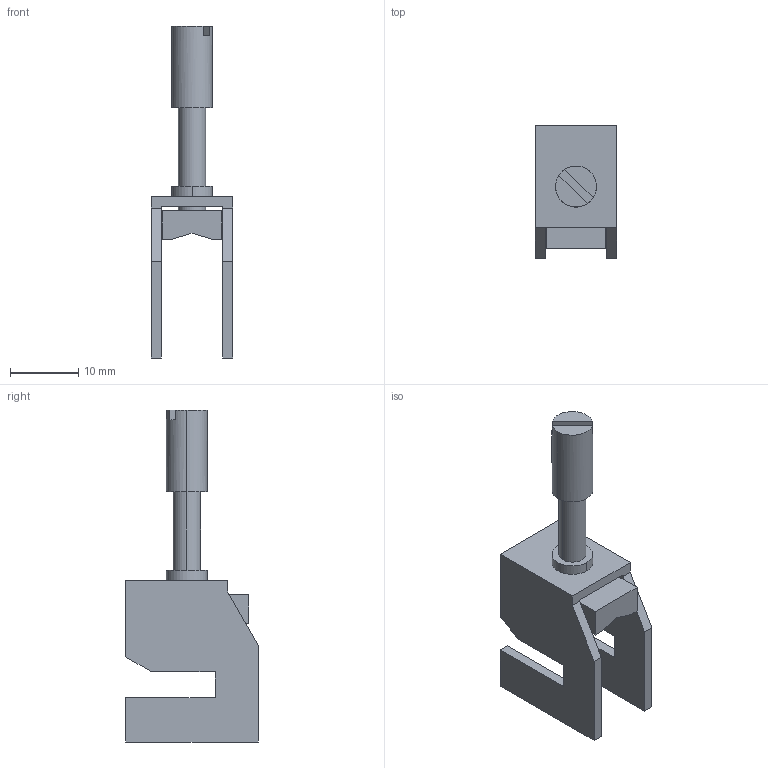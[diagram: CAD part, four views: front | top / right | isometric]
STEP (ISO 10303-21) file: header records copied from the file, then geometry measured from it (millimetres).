
FILE_DESCRIPTION(('STEP AP214'),'1');
FILE_NAME('cctmp_CBCBC0B4-0930-4893-8156-7EA0FC16AED9_2023_07_24_22_14_01_0727..stp','2023-07-24T20:14:01',('SIEMENS A&D'),('CADClick - www.CADClick.com'),'Spatial InterOp 3D postprocessed',' ','unknown authorization');
FILE_SCHEMA(('AUTOMOTIVE_DESIGN'));
Length unit declared in the file: millimetre
Products named in the file (1): 2023_07_24_22_14_01_0727
Bounding box: 12 x 19.5 x 48.7 mm (x, y, z)
Volume: 2406.6 mm3; surface area: 3310.9 mm2
Topology: 1 solids, 1 shells, 52 faces, 135 edges, 90 vertices
Faces by surface type: plane 44, cylinder 8
Entity records: 1764 total; most frequent: CARTESIAN_POINT 278, ORIENTED_EDGE 270, DIRECTION 261, EDGE_CURVE 135, LINE 115, VECTOR 115, VERTEX_POINT 90, AXIS2_PLACEMENT_3D 73
